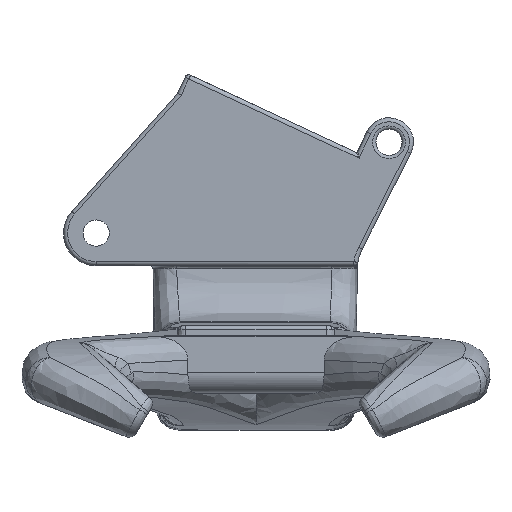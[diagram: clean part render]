
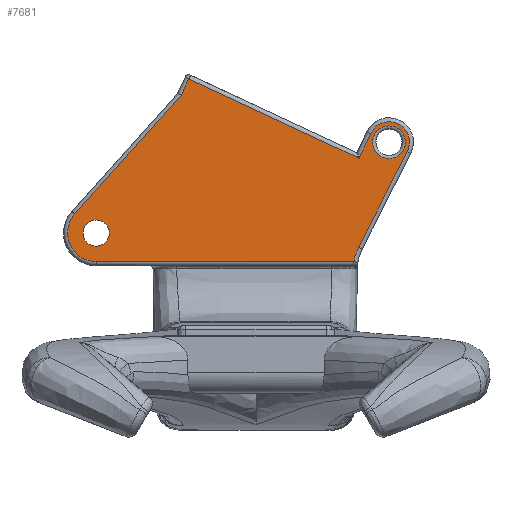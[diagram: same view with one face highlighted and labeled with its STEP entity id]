
A CAD part, front view. The second image highlights one B-rep face of the part: STEP entity #7681.
In plain terms, the highlighted planar face has unit normal (0, -1, 0).
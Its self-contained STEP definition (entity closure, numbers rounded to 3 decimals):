
#247=FACE_BOUND('',#2411,.T.);
#248=FACE_BOUND('',#2412,.T.);
#273=PLANE('',#8177);
#913=LINE('',#9800,#1406);
#915=LINE('',#9807,#1408);
#917=LINE('',#9824,#1410);
#918=LINE('',#9826,#1411);
#919=LINE('',#9830,#1412);
#920=LINE('',#9834,#1413);
#1406=VECTOR('',#8547,10.);
#1408=VECTOR('',#8555,10.);
#1410=VECTOR('',#8575,10.);
#1411=VECTOR('',#8576,10.);
#1412=VECTOR('',#8579,10.);
#1413=VECTOR('',#8582,10.);
#1941=FACE_OUTER_BOUND('',#2410,.T.);
#2410=EDGE_LOOP('',(#5102,#5103,#5104,#5105,#5106,#5107,#5108,#5109,#5110));
#2411=EDGE_LOOP('',(#5111));
#2412=EDGE_LOOP('',(#5112));
#2907=CIRCLE('',#8170,2.);
#2913=CIRCLE('',#8178,3.5);
#2914=CIRCLE('',#8179,6.5);
#2915=CIRCLE('',#8180,2.5);
#2916=CIRCLE('',#8181,1.6);
#3057=VERTEX_POINT('',#9772);
#3064=VERTEX_POINT('',#9799);
#3066=VERTEX_POINT('',#9805);
#3067=VERTEX_POINT('',#9809);
#3072=VERTEX_POINT('',#9823);
#3073=VERTEX_POINT('',#9825);
#3074=VERTEX_POINT('',#9827);
#3075=VERTEX_POINT('',#9829);
#3076=VERTEX_POINT('',#9831);
#3077=VERTEX_POINT('',#9833);
#3078=VERTEX_POINT('',#9836);
#3847=EDGE_CURVE('',#3057,#3064,#913,.T.);
#3851=EDGE_CURVE('',#3066,#3057,#915,.T.);
#3852=EDGE_CURVE('',#3067,#3067,#2907,.T.);
#3859=EDGE_CURVE('',#3072,#3066,#917,.T.);
#3860=EDGE_CURVE('',#3073,#3072,#918,.T.);
#3861=EDGE_CURVE('',#3074,#3073,#2913,.T.);
#3862=EDGE_CURVE('',#3075,#3074,#919,.T.);
#3863=EDGE_CURVE('',#3076,#3075,#2914,.T.);
#3864=EDGE_CURVE('',#3077,#3076,#920,.T.);
#3865=EDGE_CURVE('',#3064,#3077,#2915,.T.);
#3866=EDGE_CURVE('',#3078,#3078,#2916,.T.);
#5102=ORIENTED_EDGE('',*,*,#3859,.F.);
#5103=ORIENTED_EDGE('',*,*,#3860,.F.);
#5104=ORIENTED_EDGE('',*,*,#3861,.F.);
#5105=ORIENTED_EDGE('',*,*,#3862,.F.);
#5106=ORIENTED_EDGE('',*,*,#3863,.F.);
#5107=ORIENTED_EDGE('',*,*,#3864,.F.);
#5108=ORIENTED_EDGE('',*,*,#3865,.F.);
#5109=ORIENTED_EDGE('',*,*,#3847,.F.);
#5110=ORIENTED_EDGE('',*,*,#3851,.F.);
#5111=ORIENTED_EDGE('',*,*,#3866,.F.);
#5112=ORIENTED_EDGE('',*,*,#3852,.F.);
#7681=ADVANCED_FACE('',(#1941,#247,#248),#273,.T.);
#8170=AXIS2_PLACEMENT_3D('',#9810,#8558,#8559);
#8177=AXIS2_PLACEMENT_3D('',#9822,#8573,#8574);
#8178=AXIS2_PLACEMENT_3D('',#9828,#8577,#8578);
#8179=AXIS2_PLACEMENT_3D('',#9832,#8580,#8581);
#8180=AXIS2_PLACEMENT_3D('',#9835,#8583,#8584);
#8181=AXIS2_PLACEMENT_3D('',#9837,#8585,#8586);
#8547=DIRECTION('',(0.423,0.,0.906));
#8555=DIRECTION('',(0.906,0.,-0.423));
#8558=DIRECTION('center_axis',(0.,-1.,0.));
#8559=DIRECTION('ref_axis',(1.,0.,0.));
#8573=DIRECTION('center_axis',(0.,-1.,0.));
#8574=DIRECTION('ref_axis',(0.906,0.,-0.423));
#8575=DIRECTION('',(0.423,0.,0.906));
#8576=DIRECTION('',(0.667,0.,0.745));
#8577=DIRECTION('center_axis',(0.,1.,0.));
#8578=DIRECTION('ref_axis',(-0.913,0.,-0.407));
#8579=DIRECTION('',(-1.,0.,0.));
#8580=DIRECTION('center_axis',(0.,-1.,0.));
#8581=DIRECTION('ref_axis',(-0.958,0.,0.288));
#8582=DIRECTION('',(-0.452,0.,-0.892));
#8583=DIRECTION('center_axis',(0.,1.,0.));
#8584=DIRECTION('ref_axis',(0.437,0.,0.899));
#8585=DIRECTION('center_axis',(0.,-1.,0.));
#8586=DIRECTION('ref_axis',(-1.,0.,0.));
#9772=CARTESIAN_POINT('',(-2.287,20.256,29.151));
#9799=CARTESIAN_POINT('',(-0.883,20.256,32.162));
#9800=CARTESIAN_POINT('',(-3.195,20.256,27.202));
#9805=CARTESIAN_POINT('',(-23.132,20.256,38.871));
#9807=CARTESIAN_POINT('',(-17.241,20.256,36.124));
#9809=CARTESIAN_POINT('',(1.383,20.256,29.105));
#9810=CARTESIAN_POINT('Origin',(1.383,20.256,31.105));
#9822=CARTESIAN_POINT('Origin',(-22.228,20.256,36.077));
#9823=CARTESIAN_POINT('',(-24.072,20.256,36.855));
#9824=CARTESIAN_POINT('',(-24.04,20.256,36.922));
#9825=CARTESIAN_POINT('',(-37.082,20.256,22.323));
#9826=CARTESIAN_POINT('',(-30.36,20.256,29.831));
#9827=CARTESIAN_POINT('',(-34.48,20.256,16.489));
#9828=CARTESIAN_POINT('Origin',(-34.474,20.256,19.989));
#9829=CARTESIAN_POINT('',(-2.926,20.256,16.489));
#9830=CARTESIAN_POINT('',(-24.875,20.256,16.489));
#9831=CARTESIAN_POINT('',(-2.333,20.256,18.243));
#9832=CARTESIAN_POINT('Origin',(3.465,20.256,15.304));
#9833=CARTESIAN_POINT('',(3.613,20.256,29.975));
#9834=CARTESIAN_POINT('',(2.203,20.256,27.193));
#9835=CARTESIAN_POINT('Origin',(1.383,20.256,31.105));
#9836=CARTESIAN_POINT('',(-32.874,20.256,19.989));
#9837=CARTESIAN_POINT('Origin',(-34.474,20.256,19.989));
